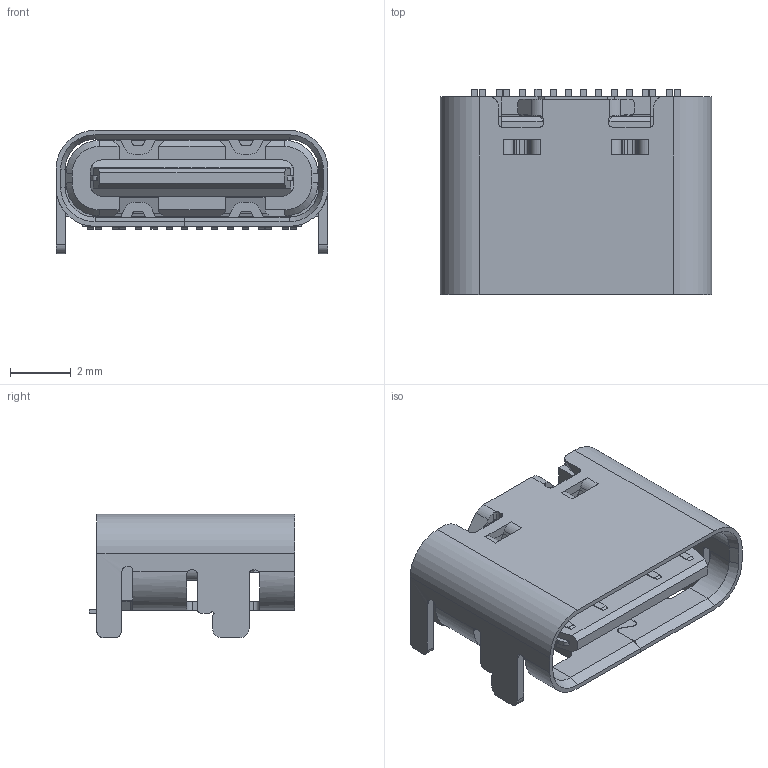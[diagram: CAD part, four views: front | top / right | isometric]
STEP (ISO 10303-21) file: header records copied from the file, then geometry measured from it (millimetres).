
FILE_DESCRIPTION(/* description */ (''),/* implementation_level */ '2;1');
FILE_NAME(/* name */ '2.stp',/* time_stamp */ '2022-02-08T18:35:56+02:00',/* author */ ('k'),/* organization */ (''),/* preprocessor_version */ 'ST-DEVELOPER v15.6',/* originating_system */ 'Autodesk Inventor 2015',/* authorisation */ '');
FILE_SCHEMA (('AUTOMOTIVE_DESIGN { 1 0 10303 214 3 1 1 }'));
Length unit declared in the file: millimetre
Products named in the file (15): 1; 2; 3; 4; 5; 6; 7; 8; 9; 10; 2171790001; 11; Molex Logo
Bounding box: 8.94 x 6.75 x 4.06 mm (x, y, z)
Volume: 95.6 mm3; surface area: 557.5 mm2
Topology: 55 solids, 55 shells, 982 faces, 2641 edges, 1763 vertices
Faces by surface type: plane 708, cylinder 190, bspline 70, cone 14
Entity records: 31663 total; most frequent: CARTESIAN_POINT 6737, ORIENTED_EDGE 5282, DIRECTION 4792, EDGE_CURVE 2641, LINE 2038, VECTOR 2038, VERTEX_POINT 1763, AXIS2_PLACEMENT_3D 1377
